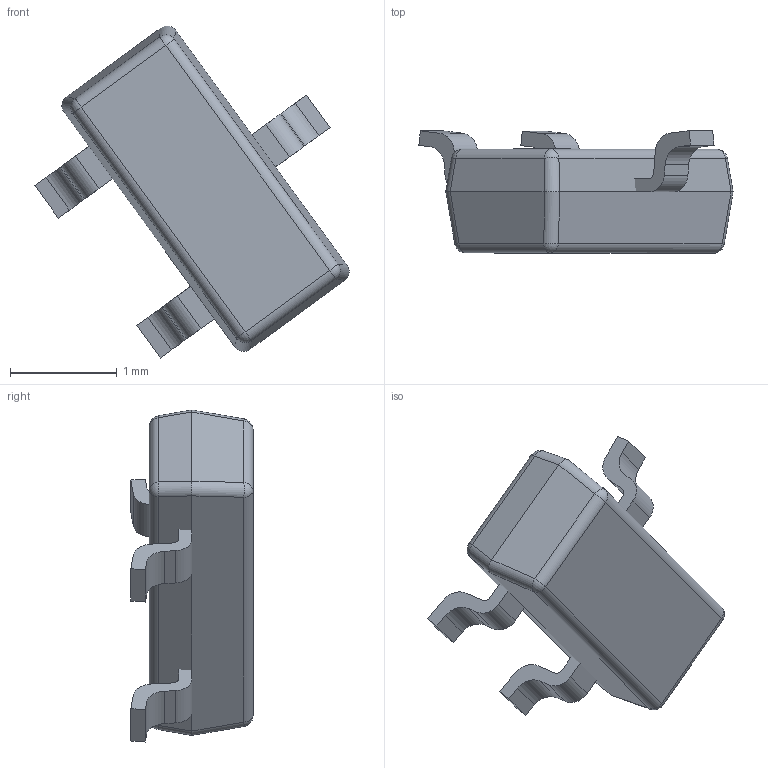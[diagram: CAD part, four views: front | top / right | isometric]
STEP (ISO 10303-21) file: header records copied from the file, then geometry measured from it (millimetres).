
FILE_DESCRIPTION(/* description */ ('Unknown'),/* implementation_level */ '2;1');
FILE_NAME(/* name */ 'SOT-23',/* time_stamp */ '2016-01-27T14:03:57+08:00',/* author */ ('Unknown'),/* organization */ ('Unknown'),/* preprocessor_version */ 'ST-DEVELOPER v16',/* originating_system */ 'DEX',/* authorisation */ $);
FILE_SCHEMA (('AUTOMOTIVE_DESIGN {1 0 10303 214 3 1 1}'));
Length unit declared in the file: millimetre
Products named in the file (3): Asm12; LF; CP
Assembly tree (2 placements, depth 2):
  Asm12
    LF
    CP
Bounding box: 2.95 x 1.15 x 3.12 mm (x, y, z)
Volume: 3.8 mm3; surface area: 21.7 mm2
Topology: 2 solids, 2 shells, 72 faces, 172 edges, 104 vertices
Faces by surface type: plane 36, cylinder 28, sphere 8
Entity records: 2128 total; most frequent: DIRECTION 374, CARTESIAN_POINT 351, ORIENTED_EDGE 344, EDGE_CURVE 172, AXIS2_PLACEMENT_3D 127, LINE 120, VECTOR 120, VERTEX_POINT 104
